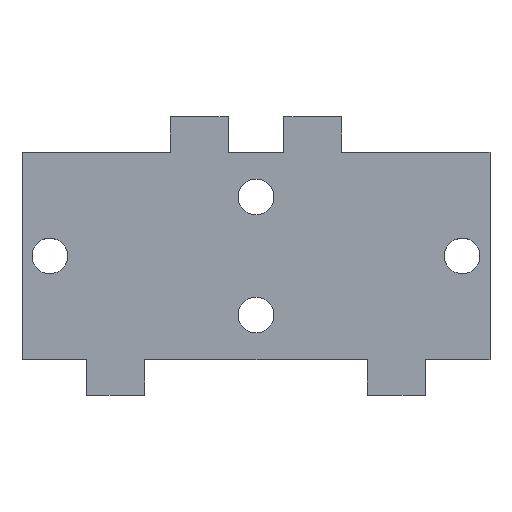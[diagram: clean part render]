
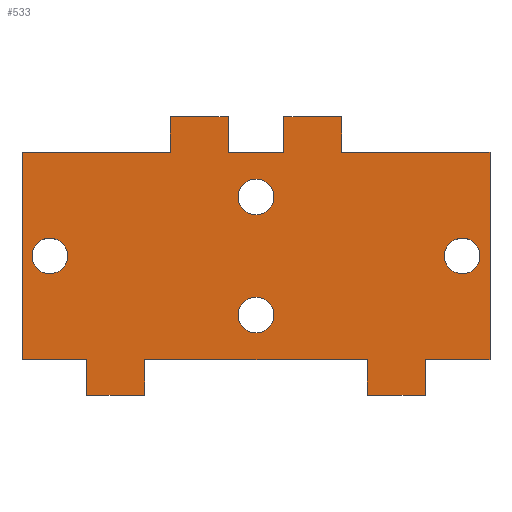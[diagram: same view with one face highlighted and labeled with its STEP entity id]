
A CAD part, top view. The second image highlights one B-rep face of the part: STEP entity #533.
In plain terms, the highlighted planar face has unit normal (0, 0, 1).
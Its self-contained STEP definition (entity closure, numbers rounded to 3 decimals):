
#15=FACE_BOUND('',#96,.T.);
#16=FACE_BOUND('',#97,.T.);
#17=FACE_BOUND('',#98,.T.);
#18=FACE_BOUND('',#99,.T.);
#43=PLANE('',#581);
#69=FACE_OUTER_BOUND('',#95,.T.);
#95=EDGE_LOOP('',(#457,#458,#459,#460,#461,#462,#463,#464,#465,#466,#467,
#468,#469,#470,#471,#472,#473,#474,#475,#476));
#96=EDGE_LOOP('',(#477));
#97=EDGE_LOOP('',(#478));
#98=EDGE_LOOP('',(#479));
#99=EDGE_LOOP('',(#480));
#111=LINE('',#749,#175);
#114=LINE('',#755,#178);
#117=LINE('',#761,#181);
#120=LINE('',#767,#184);
#123=LINE('',#773,#187);
#126=LINE('',#779,#190);
#129=LINE('',#785,#193);
#132=LINE('',#791,#196);
#135=LINE('',#797,#199);
#138=LINE('',#803,#202);
#141=LINE('',#809,#205);
#144=LINE('',#815,#208);
#147=LINE('',#821,#211);
#150=LINE('',#827,#214);
#153=LINE('',#833,#217);
#156=LINE('',#839,#220);
#159=LINE('',#845,#223);
#162=LINE('',#851,#226);
#165=LINE('',#857,#229);
#168=LINE('',#861,#232);
#175=VECTOR('',#617,10.);
#178=VECTOR('',#622,10.);
#181=VECTOR('',#627,10.);
#184=VECTOR('',#632,10.);
#187=VECTOR('',#637,10.);
#190=VECTOR('',#642,10.);
#193=VECTOR('',#647,10.);
#196=VECTOR('',#652,10.);
#199=VECTOR('',#657,10.);
#202=VECTOR('',#662,10.);
#205=VECTOR('',#667,10.);
#208=VECTOR('',#672,10.);
#211=VECTOR('',#677,10.);
#214=VECTOR('',#682,10.);
#217=VECTOR('',#687,10.);
#220=VECTOR('',#692,10.);
#223=VECTOR('',#697,10.);
#226=VECTOR('',#702,10.);
#229=VECTOR('',#707,10.);
#232=VECTOR('',#712,10.);
#233=CIRCLE('',#550,1.6);
#235=CIRCLE('',#553,1.6);
#237=CIRCLE('',#556,1.6);
#239=CIRCLE('',#559,1.6);
#241=VERTEX_POINT('',#719);
#243=VERTEX_POINT('',#725);
#245=VERTEX_POINT('',#731);
#247=VERTEX_POINT('',#737);
#251=VERTEX_POINT('',#746);
#252=VERTEX_POINT('',#748);
#254=VERTEX_POINT('',#754);
#256=VERTEX_POINT('',#760);
#258=VERTEX_POINT('',#766);
#260=VERTEX_POINT('',#772);
#262=VERTEX_POINT('',#778);
#264=VERTEX_POINT('',#784);
#266=VERTEX_POINT('',#790);
#268=VERTEX_POINT('',#796);
#270=VERTEX_POINT('',#802);
#272=VERTEX_POINT('',#808);
#274=VERTEX_POINT('',#814);
#276=VERTEX_POINT('',#820);
#278=VERTEX_POINT('',#826);
#280=VERTEX_POINT('',#832);
#282=VERTEX_POINT('',#838);
#284=VERTEX_POINT('',#844);
#286=VERTEX_POINT('',#850);
#288=VERTEX_POINT('',#856);
#289=EDGE_CURVE('',#241,#241,#233,.T.);
#292=EDGE_CURVE('',#243,#243,#235,.T.);
#295=EDGE_CURVE('',#245,#245,#237,.T.);
#298=EDGE_CURVE('',#247,#247,#239,.T.);
#303=EDGE_CURVE('',#252,#251,#111,.T.);
#306=EDGE_CURVE('',#254,#252,#114,.T.);
#309=EDGE_CURVE('',#256,#254,#117,.T.);
#312=EDGE_CURVE('',#258,#256,#120,.T.);
#315=EDGE_CURVE('',#260,#258,#123,.T.);
#318=EDGE_CURVE('',#262,#260,#126,.T.);
#321=EDGE_CURVE('',#264,#262,#129,.T.);
#324=EDGE_CURVE('',#266,#264,#132,.T.);
#327=EDGE_CURVE('',#268,#266,#135,.T.);
#330=EDGE_CURVE('',#270,#268,#138,.T.);
#333=EDGE_CURVE('',#272,#270,#141,.T.);
#336=EDGE_CURVE('',#274,#272,#144,.T.);
#339=EDGE_CURVE('',#276,#274,#147,.T.);
#342=EDGE_CURVE('',#278,#276,#150,.T.);
#345=EDGE_CURVE('',#280,#278,#153,.T.);
#348=EDGE_CURVE('',#282,#280,#156,.T.);
#351=EDGE_CURVE('',#284,#282,#159,.T.);
#354=EDGE_CURVE('',#286,#284,#162,.T.);
#357=EDGE_CURVE('',#288,#286,#165,.T.);
#360=EDGE_CURVE('',#251,#288,#168,.T.);
#457=ORIENTED_EDGE('',*,*,#360,.T.);
#458=ORIENTED_EDGE('',*,*,#357,.T.);
#459=ORIENTED_EDGE('',*,*,#354,.T.);
#460=ORIENTED_EDGE('',*,*,#351,.T.);
#461=ORIENTED_EDGE('',*,*,#348,.T.);
#462=ORIENTED_EDGE('',*,*,#345,.T.);
#463=ORIENTED_EDGE('',*,*,#342,.T.);
#464=ORIENTED_EDGE('',*,*,#339,.T.);
#465=ORIENTED_EDGE('',*,*,#336,.T.);
#466=ORIENTED_EDGE('',*,*,#333,.T.);
#467=ORIENTED_EDGE('',*,*,#330,.T.);
#468=ORIENTED_EDGE('',*,*,#327,.T.);
#469=ORIENTED_EDGE('',*,*,#324,.T.);
#470=ORIENTED_EDGE('',*,*,#321,.T.);
#471=ORIENTED_EDGE('',*,*,#318,.T.);
#472=ORIENTED_EDGE('',*,*,#315,.T.);
#473=ORIENTED_EDGE('',*,*,#312,.T.);
#474=ORIENTED_EDGE('',*,*,#309,.T.);
#475=ORIENTED_EDGE('',*,*,#306,.T.);
#476=ORIENTED_EDGE('',*,*,#303,.T.);
#477=ORIENTED_EDGE('',*,*,#298,.T.);
#478=ORIENTED_EDGE('',*,*,#295,.T.);
#479=ORIENTED_EDGE('',*,*,#292,.T.);
#480=ORIENTED_EDGE('',*,*,#289,.T.);
#533=ADVANCED_FACE('',(#69,#15,#16,#17,#18),#43,.T.);
#550=AXIS2_PLACEMENT_3D('',#720,#587,#588);
#553=AXIS2_PLACEMENT_3D('',#726,#594,#595);
#556=AXIS2_PLACEMENT_3D('',#732,#601,#602);
#559=AXIS2_PLACEMENT_3D('',#738,#608,#609);
#581=AXIS2_PLACEMENT_3D('',#862,#713,#714);
#587=DIRECTION('center_axis',(0.,0.,-1.));
#588=DIRECTION('ref_axis',(1.,0.,0.));
#594=DIRECTION('center_axis',(0.,0.,-1.));
#595=DIRECTION('ref_axis',(1.,0.,0.));
#601=DIRECTION('center_axis',(0.,0.,-1.));
#602=DIRECTION('ref_axis',(1.,0.,0.));
#608=DIRECTION('center_axis',(0.,0.,-1.));
#609=DIRECTION('ref_axis',(1.,0.,0.));
#617=DIRECTION('',(0.,-1.,0.));
#622=DIRECTION('',(-1.,0.,0.));
#627=DIRECTION('',(0.,1.,0.));
#632=DIRECTION('',(-1.,0.,0.));
#637=DIRECTION('',(0.,-1.,0.));
#642=DIRECTION('',(-1.,0.,0.));
#647=DIRECTION('',(0.,1.,0.));
#652=DIRECTION('',(-1.,0.,0.));
#657=DIRECTION('',(0.,1.,0.));
#662=DIRECTION('',(1.,0.,0.));
#667=DIRECTION('',(0.,1.,0.));
#672=DIRECTION('',(1.,0.,0.));
#677=DIRECTION('',(0.,-1.,0.));
#682=DIRECTION('',(1.,0.,0.));
#687=DIRECTION('',(0.,1.,0.));
#692=DIRECTION('',(1.,0.,0.));
#697=DIRECTION('',(0.,-1.,0.));
#702=DIRECTION('',(1.,0.,0.));
#707=DIRECTION('',(0.,-1.,0.));
#712=DIRECTION('',(-1.,0.,0.));
#713=DIRECTION('center_axis',(0.,0.,1.));
#714=DIRECTION('ref_axis',(1.,0.,0.));
#719=CARTESIAN_POINT('',(19.4,48.232,8.));
#720=CARTESIAN_POINT('Origin',(21.,48.232,8.));
#725=CARTESIAN_POINT('',(0.9,53.532,8.));
#726=CARTESIAN_POINT('Origin',(2.5,53.532,8.));
#731=CARTESIAN_POINT('',(37.9,53.532,8.));
#732=CARTESIAN_POINT('Origin',(39.5,53.532,8.));
#737=CARTESIAN_POINT('',(19.4,58.832,8.));
#738=CARTESIAN_POINT('Origin',(21.,58.832,8.));
#746=CARTESIAN_POINT('',(13.3,62.832,8.));
#748=CARTESIAN_POINT('',(13.3,66.032,8.));
#749=CARTESIAN_POINT('',(13.3,62.832,8.));
#754=CARTESIAN_POINT('',(18.5,66.032,8.));
#755=CARTESIAN_POINT('',(13.3,66.032,8.));
#760=CARTESIAN_POINT('',(18.5,62.832,8.));
#761=CARTESIAN_POINT('',(18.5,66.032,8.));
#766=CARTESIAN_POINT('',(23.5,62.832,8.));
#767=CARTESIAN_POINT('',(18.5,62.832,8.));
#772=CARTESIAN_POINT('',(23.5,66.032,8.));
#773=CARTESIAN_POINT('',(23.5,62.832,8.));
#778=CARTESIAN_POINT('',(28.7,66.032,8.));
#779=CARTESIAN_POINT('',(23.5,66.032,8.));
#784=CARTESIAN_POINT('',(28.7,62.832,8.));
#785=CARTESIAN_POINT('',(28.7,66.032,8.));
#790=CARTESIAN_POINT('',(42.,62.832,8.));
#791=CARTESIAN_POINT('',(28.7,62.832,8.));
#796=CARTESIAN_POINT('',(42.,44.232,8.));
#797=CARTESIAN_POINT('',(42.,44.232,8.));
#802=CARTESIAN_POINT('',(36.2,44.232,8.));
#803=CARTESIAN_POINT('',(36.2,44.232,8.));
#808=CARTESIAN_POINT('',(36.2,41.032,8.));
#809=CARTESIAN_POINT('',(36.2,44.232,8.));
#814=CARTESIAN_POINT('',(31.,41.032,8.));
#815=CARTESIAN_POINT('',(31.,41.032,8.));
#820=CARTESIAN_POINT('',(31.,44.232,8.));
#821=CARTESIAN_POINT('',(31.,41.032,8.));
#826=CARTESIAN_POINT('',(11.,44.232,8.));
#827=CARTESIAN_POINT('',(11.,44.232,8.));
#832=CARTESIAN_POINT('',(11.,41.032,8.));
#833=CARTESIAN_POINT('',(11.,44.232,8.));
#838=CARTESIAN_POINT('',(5.8,41.032,8.));
#839=CARTESIAN_POINT('',(5.8,41.032,8.));
#844=CARTESIAN_POINT('',(5.8,44.232,8.));
#845=CARTESIAN_POINT('',(5.8,41.032,8.));
#850=CARTESIAN_POINT('',(0.,44.232,8.));
#851=CARTESIAN_POINT('',(5.8,44.232,8.));
#856=CARTESIAN_POINT('',(0.,62.832,8.));
#857=CARTESIAN_POINT('',(0.,62.832,8.));
#861=CARTESIAN_POINT('',(13.3,62.832,8.));
#862=CARTESIAN_POINT('Origin',(21.,53.532,8.));
